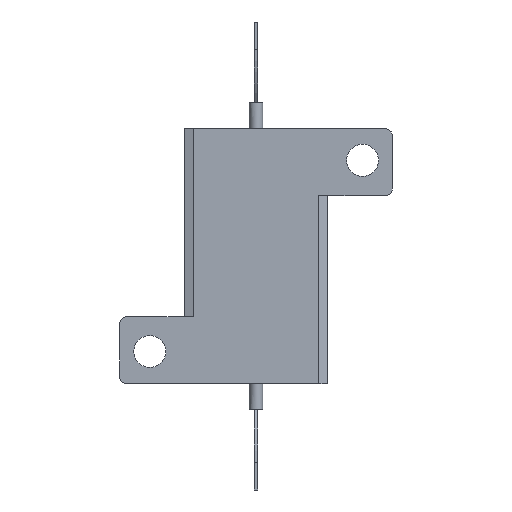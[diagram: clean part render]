
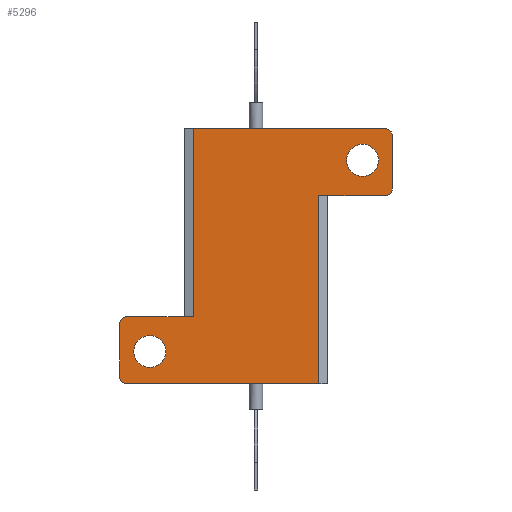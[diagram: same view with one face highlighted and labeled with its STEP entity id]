
A CAD part, front view. The second image highlights one B-rep face of the part: STEP entity #5296.
In plain terms, the highlighted planar face has unit normal (0, -1, 0).
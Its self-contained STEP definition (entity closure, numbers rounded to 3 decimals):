
#27 = CARTESIAN_POINT ( 'NONE',  ( -10.16, 0., -9.025 ) ) ;
#33 = CARTESIAN_POINT ( 'NONE',  ( 4.682, 0., 4.525 ) ) ;
#63 = CARTESIAN_POINT ( 'NONE',  ( 10.16, 0., 5.025 ) ) ;
#72 = CARTESIAN_POINT ( 'NONE',  ( 7.955, 0., 5.97 ) ) ;
#214 = CARTESIAN_POINT ( 'NONE',  ( -9.66, 0., -4.525 ) ) ;
#238 = CARTESIAN_POINT ( 'NONE',  ( 9.66, 0., 9.525 ) ) ;
#242 = CARTESIAN_POINT ( 'NONE',  ( 10.16, 0., 9.025 ) ) ;
#255 = CARTESIAN_POINT ( 'NONE',  ( 7.955, 0., 8.36 ) ) ;
#258 = CARTESIAN_POINT ( 'NONE',  ( -7.925, 0., -8.3 ) ) ;
#259 = CARTESIAN_POINT ( 'NONE',  ( -7.925, 0., -5.91 ) ) ;
#277 = CARTESIAN_POINT ( 'NONE',  ( -9.66, 0., -9.525 ) ) ;
#278 = CARTESIAN_POINT ( 'NONE',  ( 4.682, 0., -9.525 ) ) ;
#361 = EDGE_LOOP ( 'NONE', ( #617, #621, #622, #614, #615, #618, #627, #608, #634, #636, #632, #629 ) ) ;
#364 = EDGE_LOOP ( 'NONE', ( #612, #609 ) ) ;
#418 = CIRCLE ( 'NONE', #5041, 1.195 ) ;
#494 = CIRCLE ( 'NONE', #5061, 1.195 ) ;
#521 = LINE ( 'NONE', #3673, #524 ) ;
#524 = VECTOR ( 'NONE', #3675, 1000. ) ;
#540 = LINE ( 'NONE', #2668, #542 ) ;
#542 = VECTOR ( 'NONE', #2666, 1000. ) ;
#545 = CIRCLE ( 'NONE', #5082, 1.195 ) ;
#547 = CIRCLE ( 'NONE', #5083, 1.195 ) ;
#548 = LINE ( 'NONE', #2676, #550 ) ;
#549 = CIRCLE ( 'NONE', #5084, 0.5 ) ;
#550 = VECTOR ( 'NONE', #2677, 1000. ) ;
#551 = CIRCLE ( 'NONE', #5085, 0.5 ) ;
#552 = LINE ( 'NONE', #2684, #554 ) ;
#553 = CIRCLE ( 'NONE', #5086, 0.5 ) ;
#554 = VECTOR ( 'NONE', #2685, 1000. ) ;
#555 = CIRCLE ( 'NONE', #5087, 0.5 ) ;
#556 = LINE ( 'NONE', #2692, #558 ) ;
#558 = VECTOR ( 'NONE', #2693, 1000. ) ;
#608 = ORIENTED_EDGE ( 'NONE', *, *, #3703, .T. ) ;
#609 = ORIENTED_EDGE ( 'NONE', *, *, #1959, .T. ) ;
#612 = ORIENTED_EDGE ( 'NONE', *, *, #3698, .T. ) ;
#613 = ORIENTED_EDGE ( 'NONE', *, *, #3444, .T. ) ;
#614 = ORIENTED_EDGE ( 'NONE', *, *, #3701, .T. ) ;
#615 = ORIENTED_EDGE ( 'NONE', *, *, #3465, .T. ) ;
#616 = ORIENTED_EDGE ( 'NONE', *, *, #3697, .T. ) ;
#617 = ORIENTED_EDGE ( 'NONE', *, *, #3699, .T. ) ;
#618 = ORIENTED_EDGE ( 'NONE', *, *, #4671, .T. ) ;
#621 = ORIENTED_EDGE ( 'NONE', *, *, #3700, .T. ) ;
#622 = ORIENTED_EDGE ( 'NONE', *, *, #4758, .F. ) ;
#627 = ORIENTED_EDGE ( 'NONE', *, *, #3702, .T. ) ;
#629 = ORIENTED_EDGE ( 'NONE', *, *, #4691, .T. ) ;
#632 = ORIENTED_EDGE ( 'NONE', *, *, #3705, .F. ) ;
#634 = ORIENTED_EDGE ( 'NONE', *, *, #3694, .T. ) ;
#636 = ORIENTED_EDGE ( 'NONE', *, *, #3704, .T. ) ;
#651 = VERTEX_POINT ( 'NONE', #242 ) ;
#654 = VERTEX_POINT ( 'NONE', #238 ) ;
#674 = VERTEX_POINT ( 'NONE', #214 ) ;
#737 = VERTEX_POINT ( 'NONE', #72 ) ;
#744 = VERTEX_POINT ( 'NONE', #63 ) ;
#769 = VERTEX_POINT ( 'NONE', #33 ) ;
#774 = VERTEX_POINT ( 'NONE', #27 ) ;
#863 = VERTEX_POINT ( 'NONE', #278 ) ;
#865 = VERTEX_POINT ( 'NONE', #277 ) ;
#873 = VERTEX_POINT ( 'NONE', #259 ) ;
#874 = VERTEX_POINT ( 'NONE', #255 ) ;
#875 = VERTEX_POINT ( 'NONE', #258 ) ;
#1064 = EDGE_LOOP ( 'NONE', ( #616, #613 ) ) ;
#1232 = VERTEX_POINT ( 'NONE', #3370 ) ;
#1233 = VERTEX_POINT ( 'NONE', #3385 ) ;
#1234 = VERTEX_POINT ( 'NONE', #3369 ) ;
#1238 = VERTEX_POINT ( 'NONE', #3363 ) ;
#1812 = CARTESIAN_POINT ( 'NONE',  ( -10.16, 0., -9.525 ) ) ;
#1813 = DIRECTION ( 'NONE',  ( 0., 0., 1. ) ) ;
#1959 = EDGE_CURVE ( 'NONE', #875, #873, #418, .T. ) ;
#2068 = LINE ( 'NONE', #2785, #2071 ) ;
#2071 = VECTOR ( 'NONE', #2786, 1000. ) ;
#2105 = LINE ( 'NONE', #2819, #2110 ) ;
#2110 = VECTOR ( 'NONE', #2827, 1000. ) ;
#2237 = LINE ( 'NONE', #1812, #2240 ) ;
#2240 = VECTOR ( 'NONE', #1813, 1000. ) ;
#2535 = PLANE ( 'NONE',  #3826 ) ;
#2541 = CARTESIAN_POINT ( 'NONE',  ( -10.16, 0., -9.525 ) ) ;
#2542 = DIRECTION ( 'NONE',  ( 0., -1., 0. ) ) ;
#2543 = DIRECTION ( 'NONE',  ( 1., 0., 0. ) ) ;
#2666 = DIRECTION ( 'NONE',  ( 0., 0., 1. ) ) ;
#2668 = CARTESIAN_POINT ( 'NONE',  ( 10.16, 0., -9.525 ) ) ;
#2676 = CARTESIAN_POINT ( 'NONE',  ( -4.682, 0., -4.525 ) ) ;
#2677 = DIRECTION ( 'NONE',  ( -1., 0., 0. ) ) ;
#2678 = CARTESIAN_POINT ( 'NONE',  ( 7.955, 0., 7.165 ) ) ;
#2679 = DIRECTION ( 'NONE',  ( 0., 1., 0. ) ) ;
#2680 = DIRECTION ( 'NONE',  ( 0., 0., 1. ) ) ;
#2681 = CARTESIAN_POINT ( 'NONE',  ( -7.925, 0., -7.105 ) ) ;
#2682 = DIRECTION ( 'NONE',  ( 0., 1., 0. ) ) ;
#2683 = DIRECTION ( 'NONE',  ( 0., 0., 1. ) ) ;
#2684 = CARTESIAN_POINT ( 'NONE',  ( 10.16, 0., 4.525 ) ) ;
#2685 = DIRECTION ( 'NONE',  ( 1., 0., 0. ) ) ;
#2686 = CARTESIAN_POINT ( 'NONE',  ( -9.66, 0., -5.025 ) ) ;
#2687 = DIRECTION ( 'NONE',  ( 0., -1., 0. ) ) ;
#2688 = DIRECTION ( 'NONE',  ( 1., 0., 0. ) ) ;
#2689 = CARTESIAN_POINT ( 'NONE',  ( -9.66, 0., -9.025 ) ) ;
#2690 = DIRECTION ( 'NONE',  ( 0., -1., 0. ) ) ;
#2691 = DIRECTION ( 'NONE',  ( 1., 0., 0. ) ) ;
#2692 = CARTESIAN_POINT ( 'NONE',  ( -10.16, 0., 9.525 ) ) ;
#2693 = DIRECTION ( 'NONE',  ( 1., 0., 0. ) ) ;
#2694 = CARTESIAN_POINT ( 'NONE',  ( 9.66, 0., 5.025 ) ) ;
#2695 = DIRECTION ( 'NONE',  ( 0., -1., 0. ) ) ;
#2696 = DIRECTION ( 'NONE',  ( 1., 0., 0. ) ) ;
#2699 = CARTESIAN_POINT ( 'NONE',  ( 9.66, 0., 9.025 ) ) ;
#2700 = DIRECTION ( 'NONE',  ( 0., -1., 0. ) ) ;
#2701 = DIRECTION ( 'NONE',  ( 1., 0., 0. ) ) ;
#2785 = CARTESIAN_POINT ( 'NONE',  ( 4.682, 0., -9.525 ) ) ;
#2786 = DIRECTION ( 'NONE',  ( 0., 0., 1. ) ) ;
#2819 = CARTESIAN_POINT ( 'NONE',  ( -4.682, 0., 9.525 ) ) ;
#2827 = DIRECTION ( 'NONE',  ( 0., 0., -1. ) ) ;
#3357 = FACE_BOUND ( 'NONE', #1064, .T. ) ;
#3359 = FACE_OUTER_BOUND ( 'NONE', #361, .T. ) ;
#3363 = CARTESIAN_POINT ( 'NONE',  ( -4.682, 0., 9.525 ) ) ;
#3364 = FACE_BOUND ( 'NONE', #364, .T. ) ;
#3369 = CARTESIAN_POINT ( 'NONE',  ( 9.66, 0., 4.525 ) ) ;
#3370 = CARTESIAN_POINT ( 'NONE',  ( -4.682, 0., -4.525 ) ) ;
#3385 = CARTESIAN_POINT ( 'NONE',  ( -10.16, 0., -5.025 ) ) ;
#3444 = EDGE_CURVE ( 'NONE', #737, #874, #494, .T. ) ;
#3465 = EDGE_CURVE ( 'NONE', #865, #863, #521, .T. ) ;
#3501 = CARTESIAN_POINT ( 'NONE',  ( -7.925, 0., -7.105 ) ) ;
#3502 = DIRECTION ( 'NONE',  ( 0., 1., 0. ) ) ;
#3503 = DIRECTION ( 'NONE',  ( 0., 0., 1. ) ) ;
#3618 = CARTESIAN_POINT ( 'NONE',  ( 7.955, 0., 7.165 ) ) ;
#3619 = DIRECTION ( 'NONE',  ( 0., 1., 0. ) ) ;
#3620 = DIRECTION ( 'NONE',  ( 0., 0., 1. ) ) ;
#3673 = CARTESIAN_POINT ( 'NONE',  ( -10.16, 0., -9.525 ) ) ;
#3675 = DIRECTION ( 'NONE',  ( 1., 0., 0. ) ) ;
#3694 = EDGE_CURVE ( 'NONE', #744, #651, #540, .T. ) ;
#3697 = EDGE_CURVE ( 'NONE', #874, #737, #545, .T. ) ;
#3698 = EDGE_CURVE ( 'NONE', #873, #875, #547, .T. ) ;
#3699 = EDGE_CURVE ( 'NONE', #1232, #674, #548, .T. ) ;
#3700 = EDGE_CURVE ( 'NONE', #674, #1233, #549, .T. ) ;
#3701 = EDGE_CURVE ( 'NONE', #774, #865, #551, .T. ) ;
#3702 = EDGE_CURVE ( 'NONE', #769, #1234, #552, .T. ) ;
#3703 = EDGE_CURVE ( 'NONE', #1234, #744, #553, .T. ) ;
#3704 = EDGE_CURVE ( 'NONE', #651, #654, #555, .T. ) ;
#3705 = EDGE_CURVE ( 'NONE', #1238, #654, #556, .T. ) ;
#3826 = AXIS2_PLACEMENT_3D ( 'NONE', #2541, #2542, #2543 ) ;
#4671 = EDGE_CURVE ( 'NONE', #863, #769, #2068, .T. ) ;
#4691 = EDGE_CURVE ( 'NONE', #1238, #1232, #2105, .T. ) ;
#4758 = EDGE_CURVE ( 'NONE', #774, #1233, #2237, .T. ) ;
#5041 = AXIS2_PLACEMENT_3D ( 'NONE', #3501, #3502, #3503 ) ;
#5061 = AXIS2_PLACEMENT_3D ( 'NONE', #3618, #3619, #3620 ) ;
#5082 = AXIS2_PLACEMENT_3D ( 'NONE', #2678, #2679, #2680 ) ;
#5083 = AXIS2_PLACEMENT_3D ( 'NONE', #2681, #2682, #2683 ) ;
#5084 = AXIS2_PLACEMENT_3D ( 'NONE', #2686, #2687, #2688 ) ;
#5085 = AXIS2_PLACEMENT_3D ( 'NONE', #2689, #2690, #2691 ) ;
#5086 = AXIS2_PLACEMENT_3D ( 'NONE', #2694, #2695, #2696 ) ;
#5087 = AXIS2_PLACEMENT_3D ( 'NONE', #2699, #2700, #2701 ) ;
#5296 = ADVANCED_FACE ( 'NONE', ( #3357, #3364, #3359 ), #2535, .T. ) ;
